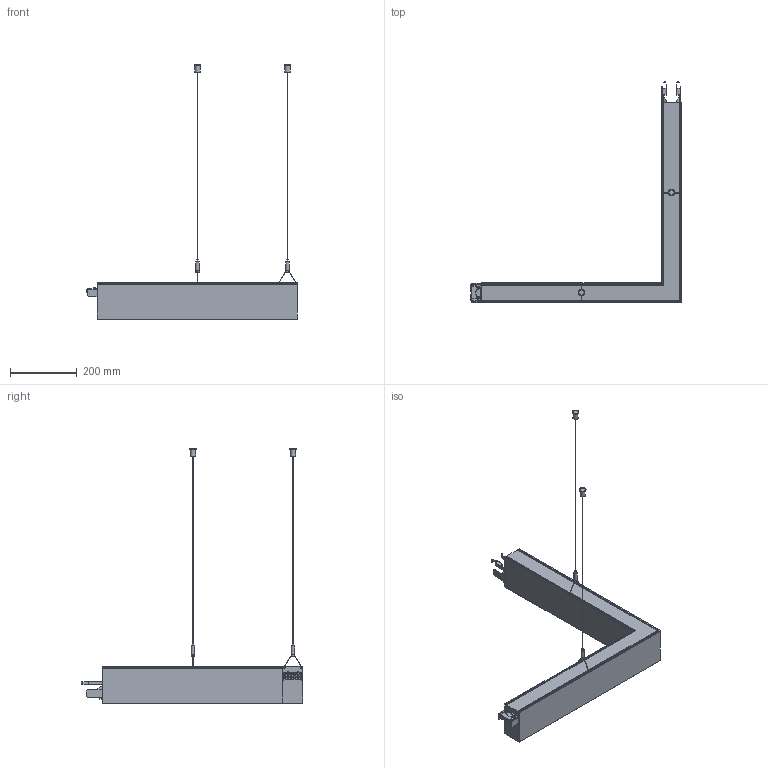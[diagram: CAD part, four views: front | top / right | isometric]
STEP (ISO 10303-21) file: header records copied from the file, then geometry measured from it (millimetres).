
FILE_DESCRIPTION(/* description */ (''),/* implementation_level */ '2;1');
FILE_NAME(/* name */ '10000134080n3p000_01.stp',/* time_stamp */ '2022-02-02T08:56:44+01:00',/* author */ (''),/* organization */ (''),/* preprocessor_version */ 'ST-DEVELOPER v15',/* originating_system */ 'SIEMENS PLM Software NX 9.0',/* authorisation */ '');
FILE_SCHEMA (('AUTOMOTIVE_DESIGN { 1 0 10303 214 3 1 1 1 }'));
Length unit declared in the file: millimetre
Products named in the file (1): 10000134080n3p000_01
Bounding box: 632.6 x 665.54 x 763.36 mm (x, y, z)
Volume: 7515569.5 mm3; surface area: 461573.9 mm2
Topology: 1 solids, 1 shells, 378 faces, 1031 edges, 668 vertices
Faces by surface type: plane 236, cylinder 124, torus 8, cone 8, sphere 2
Full cylindrical faces by diameter (mm): 5.7 x3, 10 x2, 16 x2
Entity records: 12412 total; most frequent: CARTESIAN_POINT 2605, ORIENTED_EDGE 2050, DIRECTION 1995, EDGE_CURVE 1025, LINE 729, VECTOR 729, VERTEX_POINT 671, AXIS2_PLACEMENT_3D 633
